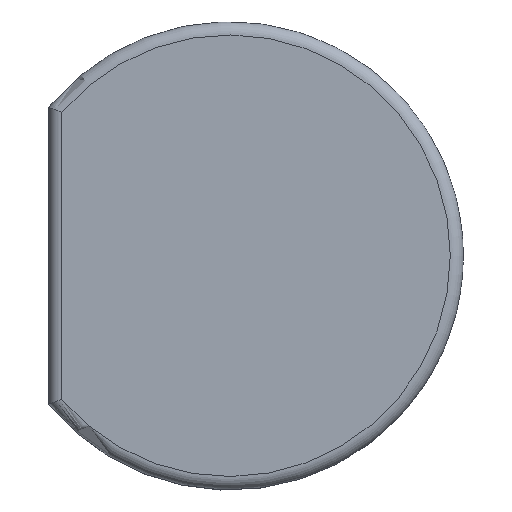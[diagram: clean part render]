
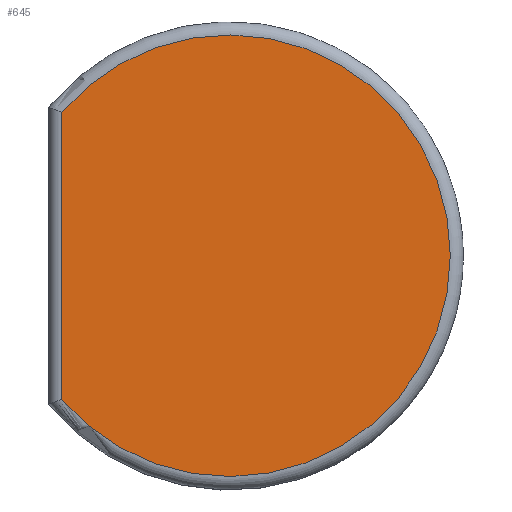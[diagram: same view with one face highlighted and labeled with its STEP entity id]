
A CAD part, top view. The second image highlights one B-rep face of the part: STEP entity #645.
In plain terms, the highlighted planar face has unit normal (0, 0, 1).
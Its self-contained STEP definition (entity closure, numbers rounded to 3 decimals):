
#29=DIRECTION('',(0.,0.,-1.));
#30=DIRECTION('',(-1.,0.,0.));
#58=VECTOR('',#59,1.);
#59=DIRECTION('',(0.,-1.,0.));
#124=DIRECTION('',(0.,0.,1.));
#125=DIRECTION('',(-0.773,-0.634,0.));
#182=VERTEX_POINT('',#183);
#183=CARTESIAN_POINT('',(-0.65,0.192,5.3));
#397=EDGE_CURVE('',#182,#398,#400,.T.);
#398=VERTEX_POINT('',#399);
#399=CARTESIAN_POINT('',(-0.65,-5.272,5.3));
#400=LINE('',#401,#58);
#401=CARTESIAN_POINT('',(-0.65,0.283,5.3));
#623=ORIENTED_EDGE('',*,*,#624,.F.);
#624=EDGE_CURVE('',#398,#182,#625,.T.);
#625=CIRCLE('',#626,4.2);
#626=AXIS2_PLACEMENT_3D('',#627,#124,#125);
#627=CARTESIAN_POINT('',(2.54,-2.54,5.3));
#645=ADVANCED_FACE('',(#646),#649,.F.);
#646=FACE_BOUND('',#647,.F.);
#647=EDGE_LOOP('',(#648,#623));
#648=ORIENTED_EDGE('',*,*,#397,.F.);
#649=PLANE('',#650);
#650=AXIS2_PLACEMENT_3D('',#651,#29,#30);
#651=CARTESIAN_POINT('',(-0.9,0.283,5.3));
